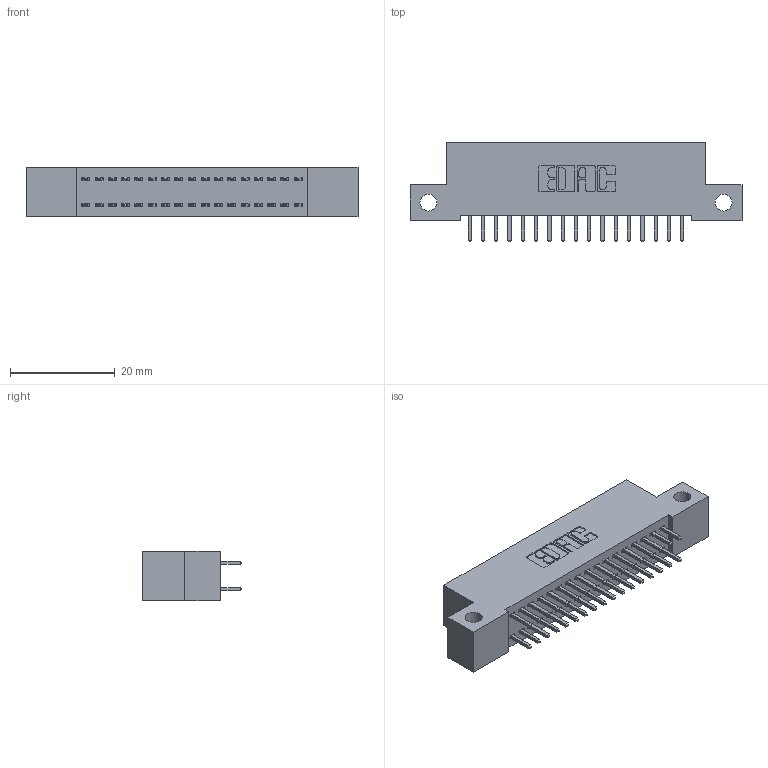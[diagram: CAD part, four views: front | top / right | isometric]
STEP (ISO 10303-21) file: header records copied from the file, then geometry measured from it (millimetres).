
FILE_DESCRIPTION (( 'STEP AP203' ), '1' );
FILE_NAME ('342-034-521-212.STEP', '2018-08-11T18:18:01', ( '' ), ( '' ), 'SwSTEP 2.0', 'SolidWorks 2016', '' );
FILE_SCHEMA (( 'CONFIG_CONTROL_DESIGN' ));
Length unit declared in the file: inch
Products named in the file (3): 342 Part_Side Mount; 345-292-001_345-293-121; 342-034-521-212
Assembly tree (35 placements, depth 2):
  342-034-521-212
    342 Part_Side Mount
    345-292-001_345-293-121  x34
Bounding box: 63.5 x 19.06 x 9.4 mm (x, y, z)
Volume: 5499.3 mm3; surface area: 8081.8 mm2
Topology: 35 solids, 35 shells, 1878 faces, 5569 edges, 3666 vertices
Faces by surface type: plane 1290, cylinder 588
Entity records: 14059 total; most frequent: CARTESIAN_POINT 2358, ORIENTED_EDGE 2294, DIRECTION 2059, EDGE_CURVE 1147, VECTOR 1019, LINE 1019, VERTEX_POINT 762, AXIS2_PLACEMENT_3D 520
